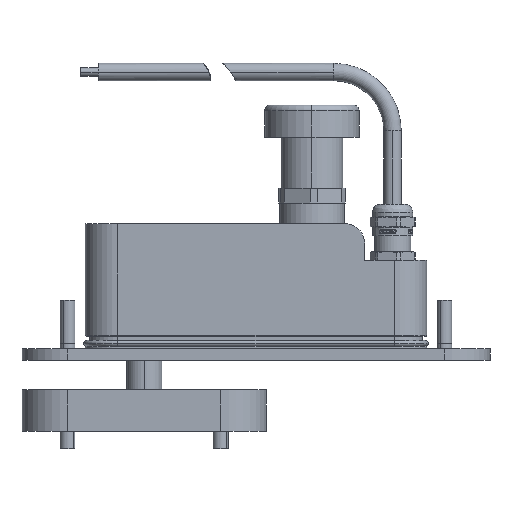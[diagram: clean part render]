
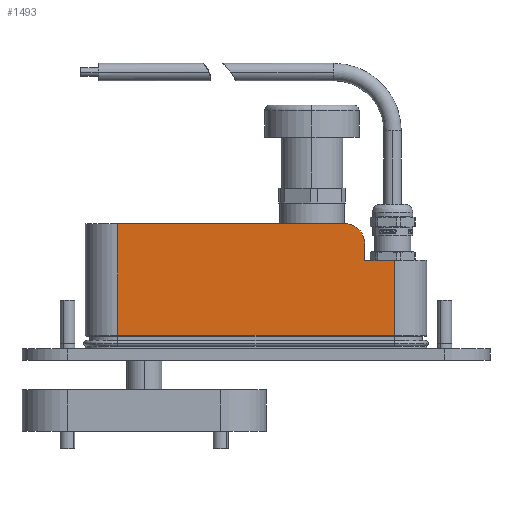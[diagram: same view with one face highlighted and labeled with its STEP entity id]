
A CAD part, front view. The second image highlights one B-rep face of the part: STEP entity #1493.
In plain terms, the highlighted planar face has unit normal (0, -1, 0).
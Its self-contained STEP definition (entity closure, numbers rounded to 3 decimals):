
#244 = CIRCLE ( 'NONE', #8834, 7. ) ;
#494 = VERTEX_POINT ( 'NONE', #2916 ) ;
#667 = DIRECTION ( 'NONE',  ( 0., 0., 1. ) ) ;
#1493 = ADVANCED_FACE ( 'NONE', ( #3119 ), #23604, .F. ) ;
#1553 = CARTESIAN_POINT ( 'NONE',  ( -46.95, -11., 8.5 ) ) ;
#1669 = ORIENTED_EDGE ( 'NONE', *, *, #10033, .F. ) ;
#1770 = ORIENTED_EDGE ( 'NONE', *, *, #18516, .T. ) ;
#2041 = VERTEX_POINT ( 'NONE', #29482 ) ;
#2281 = VERTEX_POINT ( 'NONE', #22440 ) ;
#2504 = DIRECTION ( 'NONE',  ( 0., 0., -1. ) ) ;
#2593 = VERTEX_POINT ( 'NONE', #11460 ) ;
#2916 = CARTESIAN_POINT ( 'NONE',  ( 46.95, -11., 34. ) ) ;
#3119 = FACE_OUTER_BOUND ( 'NONE', #5078, .T. ) ;
#3157 = VECTOR ( 'NONE', #20969, 1000. ) ;
#4293 = EDGE_CURVE ( 'NONE', #2281, #32182, #4932, .T. ) ;
#4932 = LINE ( 'NONE', #9825, #3157 ) ;
#5019 = DIRECTION ( 'NONE',  ( 1., 0., 0. ) ) ;
#5078 = EDGE_LOOP ( 'NONE', ( #5748, #1770, #1669, #22708, #7884, #16373, #8138, #24560 ) ) ;
#5315 = VECTOR ( 'NONE', #12556, 1000. ) ;
#5748 = ORIENTED_EDGE ( 'NONE', *, *, #17189, .T. ) ;
#6908 = CARTESIAN_POINT ( 'NONE',  ( 30., -11., 39.5 ) ) ;
#7884 = ORIENTED_EDGE ( 'NONE', *, *, #4293, .T. ) ;
#8021 = CARTESIAN_POINT ( 'NONE',  ( 46.95, -11., 8.5 ) ) ;
#8138 = ORIENTED_EDGE ( 'NONE', *, *, #11335, .F. ) ;
#8834 = AXIS2_PLACEMENT_3D ( 'NONE', #6908, #12056, #10129 ) ;
#9825 = CARTESIAN_POINT ( 'NONE',  ( 37., -11., 46.5 ) ) ;
#9978 = EDGE_CURVE ( 'NONE', #2281, #494, #14027, .T. ) ;
#10033 = EDGE_CURVE ( 'NONE', #494, #22366, #16191, .T. ) ;
#10129 = DIRECTION ( 'NONE',  ( 0., 0., 1. ) ) ;
#10625 = LINE ( 'NONE', #1553, #11702 ) ;
#11335 = EDGE_CURVE ( 'NONE', #20071, #2593, #16010, .T. ) ;
#11460 = CARTESIAN_POINT ( 'NONE',  ( 30., -11., 46.5 ) ) ;
#11553 = EDGE_CURVE ( 'NONE', #2041, #20071, #35037, .T. ) ;
#11702 = VECTOR ( 'NONE', #32785, 1000. ) ;
#12056 = DIRECTION ( 'NONE',  ( 0., -1., 0. ) ) ;
#12397 = VERTEX_POINT ( 'NONE', #15741 ) ;
#12556 = DIRECTION ( 'NONE',  ( 1., 0., 0. ) ) ;
#14027 = LINE ( 'NONE', #20070, #31743 ) ;
#14920 = DIRECTION ( 'NONE',  ( 0., 1., 0. ) ) ;
#15367 = DIRECTION ( 'NONE',  ( 0., 0., -1. ) ) ;
#15741 = CARTESIAN_POINT ( 'NONE',  ( -46.95, -11., 8.5 ) ) ;
#16010 = LINE ( 'NONE', #35047, #5315 ) ;
#16191 = LINE ( 'NONE', #25768, #32219 ) ;
#16373 = ORIENTED_EDGE ( 'NONE', *, *, #26903, .T. ) ;
#17189 = EDGE_CURVE ( 'NONE', #2041, #12397, #19153, .T. ) ;
#18516 = EDGE_CURVE ( 'NONE', #12397, #22366, #10625, .T. ) ;
#19147 = CARTESIAN_POINT ( 'NONE',  ( 19., -11., 46.5 ) ) ;
#19153 = LINE ( 'NONE', #35167, #29124 ) ;
#19164 = CARTESIAN_POINT ( 'NONE',  ( -46.95, -11., 46.5 ) ) ;
#19757 = CARTESIAN_POINT ( 'NONE',  ( 37., -11., 39.5 ) ) ;
#20070 = CARTESIAN_POINT ( 'NONE',  ( -46.95, -11., 34. ) ) ;
#20071 = VERTEX_POINT ( 'NONE', #19147 ) ;
#20969 = DIRECTION ( 'NONE',  ( 0., 0., 1. ) ) ;
#22366 = VERTEX_POINT ( 'NONE', #8021 ) ;
#22440 = CARTESIAN_POINT ( 'NONE',  ( 37., -11., 34. ) ) ;
#22708 = ORIENTED_EDGE ( 'NONE', *, *, #9978, .F. ) ;
#23604 = PLANE ( 'NONE',  #34439 ) ;
#24560 = ORIENTED_EDGE ( 'NONE', *, *, #11553, .F. ) ;
#25768 = CARTESIAN_POINT ( 'NONE',  ( 46.95, -11., 46.5 ) ) ;
#26903 = EDGE_CURVE ( 'NONE', #32182, #2593, #244, .T. ) ;
#29124 = VECTOR ( 'NONE', #15367, 1000. ) ;
#29482 = CARTESIAN_POINT ( 'NONE',  ( -46.95, -11., 46.5 ) ) ;
#31743 = VECTOR ( 'NONE', #31958, 1000. ) ;
#31958 = DIRECTION ( 'NONE',  ( 1., 0., 0. ) ) ;
#32182 = VERTEX_POINT ( 'NONE', #19757 ) ;
#32219 = VECTOR ( 'NONE', #2504, 1000. ) ;
#32279 = CARTESIAN_POINT ( 'NONE',  ( -46.95, -11., 46.5 ) ) ;
#32785 = DIRECTION ( 'NONE',  ( 1., 0., 0. ) ) ;
#34439 = AXIS2_PLACEMENT_3D ( 'NONE', #32279, #14920, #667 ) ;
#35037 = LINE ( 'NONE', #19164, #35496 ) ;
#35047 = CARTESIAN_POINT ( 'NONE',  ( -46.95, -11., 46.5 ) ) ;
#35167 = CARTESIAN_POINT ( 'NONE',  ( -46.95, -11., 46.5 ) ) ;
#35496 = VECTOR ( 'NONE', #5019, 1000. ) ;
